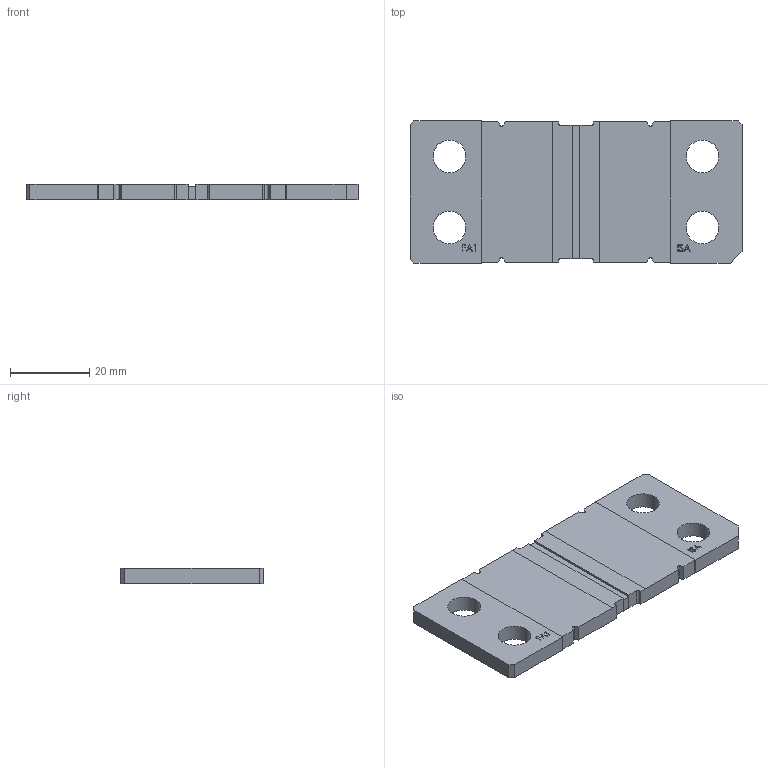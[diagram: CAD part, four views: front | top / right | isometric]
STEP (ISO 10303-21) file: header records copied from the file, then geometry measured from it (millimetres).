
FILE_DESCRIPTION (( 'STEP AP203' ), '1' );
FILE_NAME ('BAX-Z-L005-01-5.0 - Z-YK-360.STEP', '2020-09-03T05:11:49', ( '' ), ( '' ), 'SwSTEP 2.0', 'SolidWorks 2020', '' );
FILE_SCHEMA (( 'CONFIG_CONTROL_DESIGN' ));
Length unit declared in the file: millimetre
Products named in the file (4): BAX-Z-L005-01-5.0 - 01 - Z-YK-360_BAS-M-R0001-E; BAX-Z-L005-01-5.0 - Z-YK-360; BAX-Z-L005-01-5.0 - 03 - Z-YK-360_BAS-M-R0001-E; BAX-Z-L005-01-5.0 - 02 - Z-YK-360_BAS-M-R0001-E
Assembly tree (3 placements, depth 2):
  BAX-Z-L005-01-5.0 - Z-YK-360
    BAX-Z-L005-01-5.0 - 01 - Z-YK-360_BAS-M-R0001-E
    BAX-Z-L005-01-5.0 - 02 - Z-YK-360_BAS-M-R0001-E
    BAX-Z-L005-01-5.0 - 03 - Z-YK-360_BAS-M-R0001-E
Bounding box: 84 x 36 x 4 mm (x, y, z)
Volume: 11020.4 mm3; surface area: 7432.5 mm2
Topology: 3 solids, 3 shells, 149 faces, 397 edges, 262 vertices
Faces by surface type: plane 114, cylinder 20, bspline 15
Entity records: 5635 total; most frequent: CARTESIAN_POINT 1557, ORIENTED_EDGE 794, DIRECTION 687, EDGE_CURVE 397, VECTOR 327, LINE 327, VERTEX_POINT 262, AXIS2_PLACEMENT_3D 180
